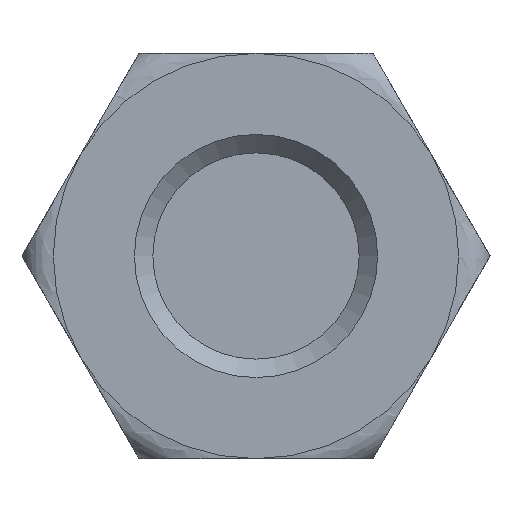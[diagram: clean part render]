
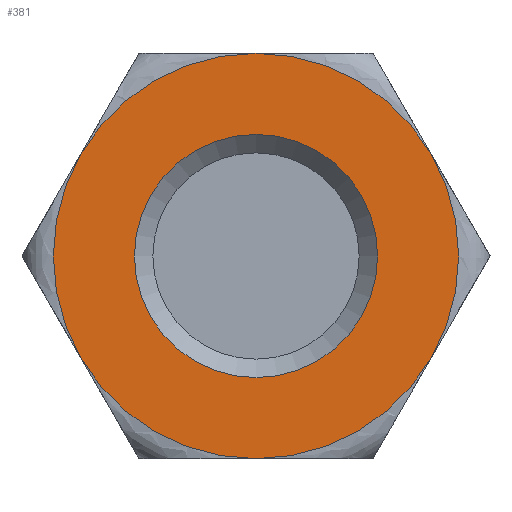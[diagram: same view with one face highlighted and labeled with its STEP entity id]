
A CAD part, front view. The second image highlights one B-rep face of the part: STEP entity #381.
In plain terms, the highlighted planar face has unit normal (0, -1, 0).
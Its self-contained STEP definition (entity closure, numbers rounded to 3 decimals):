
#15=FACE_BOUND('',#109,.T.);
#24=PLANE('',#433);
#80=FACE_OUTER_BOUND('',#108,.T.);
#108=EDGE_LOOP('',(#317,#318,#319,#320,#321,#322));
#109=EDGE_LOOP('',(#323));
#154=CIRCLE('',#420,1.65);
#155=CIRCLE('',#422,2.75);
#158=CIRCLE('',#434,2.75);
#159=CIRCLE('',#435,2.75);
#160=CIRCLE('',#436,2.75);
#161=CIRCLE('',#437,2.75);
#162=CIRCLE('',#438,2.75);
#174=VERTEX_POINT('',#587);
#175=VERTEX_POINT('',#591);
#177=VERTEX_POINT('',#605);
#187=VERTEX_POINT('',#711);
#191=VERTEX_POINT('',#765);
#195=VERTEX_POINT('',#819);
#198=VERTEX_POINT('',#872);
#210=EDGE_CURVE('',#174,#174,#154,.T.);
#213=EDGE_CURVE('',#177,#175,#155,.T.);
#245=EDGE_CURVE('',#177,#198,#158,.T.);
#246=EDGE_CURVE('',#195,#198,#159,.T.);
#247=EDGE_CURVE('',#191,#195,#160,.T.);
#248=EDGE_CURVE('',#187,#191,#161,.T.);
#249=EDGE_CURVE('',#175,#187,#162,.T.);
#317=ORIENTED_EDGE('',*,*,#245,.T.);
#318=ORIENTED_EDGE('',*,*,#246,.F.);
#319=ORIENTED_EDGE('',*,*,#247,.F.);
#320=ORIENTED_EDGE('',*,*,#248,.F.);
#321=ORIENTED_EDGE('',*,*,#249,.F.);
#322=ORIENTED_EDGE('',*,*,#213,.F.);
#323=ORIENTED_EDGE('',*,*,#210,.T.);
#381=ADVANCED_FACE('',(#80,#15),#24,.F.);
#420=AXIS2_PLACEMENT_3D('',#589,#484,#485);
#422=AXIS2_PLACEMENT_3D('',#618,#488,#489);
#433=AXIS2_PLACEMENT_3D('',#922,#517,#518);
#434=AXIS2_PLACEMENT_3D('',#923,#519,#520);
#435=AXIS2_PLACEMENT_3D('',#924,#521,#522);
#436=AXIS2_PLACEMENT_3D('',#925,#523,#524);
#437=AXIS2_PLACEMENT_3D('',#926,#525,#526);
#438=AXIS2_PLACEMENT_3D('',#927,#527,#528);
#484=DIRECTION('center_axis',(0.,1.,0.));
#485=DIRECTION('ref_axis',(0.,0.,1.));
#488=DIRECTION('center_axis',(0.,1.,0.));
#489=DIRECTION('ref_axis',(0.,0.,1.));
#517=DIRECTION('center_axis',(0.,1.,0.));
#518=DIRECTION('ref_axis',(0.,0.,1.));
#519=DIRECTION('center_axis',(0.,-1.,0.));
#520=DIRECTION('ref_axis',(1.,0.,0.));
#521=DIRECTION('center_axis',(0.,1.,0.));
#522=DIRECTION('ref_axis',(0.,0.,1.));
#523=DIRECTION('center_axis',(0.,1.,0.));
#524=DIRECTION('ref_axis',(0.,0.,1.));
#525=DIRECTION('center_axis',(0.,1.,0.));
#526=DIRECTION('ref_axis',(0.,0.,1.));
#527=DIRECTION('center_axis',(0.,1.,0.));
#528=DIRECTION('ref_axis',(0.,0.,1.));
#587=CARTESIAN_POINT('',(0.,0.,1.65));
#589=CARTESIAN_POINT('Origin',(0.,0.,0.));
#591=CARTESIAN_POINT('',(2.382,0.,-1.375));
#605=CARTESIAN_POINT('',(2.382,0.,1.375));
#618=CARTESIAN_POINT('Origin',(0.,0.,0.));
#711=CARTESIAN_POINT('',(0.,0.,-2.75));
#765=CARTESIAN_POINT('',(-2.382,0.,-1.375));
#819=CARTESIAN_POINT('',(-2.382,0.,1.375));
#872=CARTESIAN_POINT('',(0.,0.,2.75));
#922=CARTESIAN_POINT('Origin',(0.,0.,0.));
#923=CARTESIAN_POINT('Origin',(0.,0.,0.));
#924=CARTESIAN_POINT('Origin',(0.,0.,0.));
#925=CARTESIAN_POINT('Origin',(0.,0.,0.));
#926=CARTESIAN_POINT('Origin',(0.,0.,0.));
#927=CARTESIAN_POINT('Origin',(0.,0.,0.));
